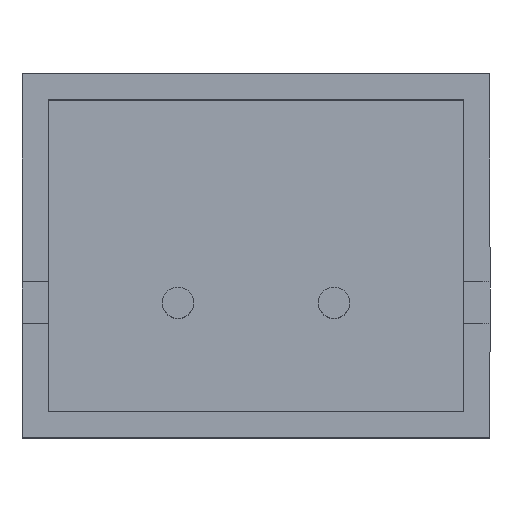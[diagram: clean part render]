
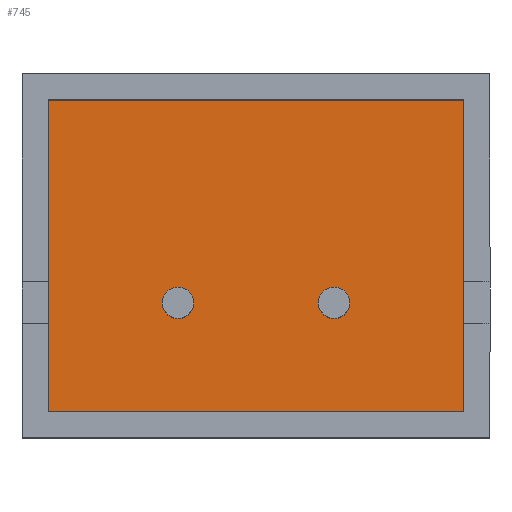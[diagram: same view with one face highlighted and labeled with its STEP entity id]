
A CAD part, top view. The second image highlights one B-rep face of the part: STEP entity #745.
In plain terms, the highlighted planar face has unit normal (0, 0, 1).
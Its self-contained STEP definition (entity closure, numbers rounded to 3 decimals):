
#6 = LINE ( 'NONE', #291, #192 ) ;
#28 = VERTEX_POINT ( 'NONE', #50 ) ;
#50 = CARTESIAN_POINT ( 'NONE',  ( 2., -1.5, 0.25 ) ) ;
#67 = DIRECTION ( 'NONE',  ( 1., 0., 0. ) ) ;
#68 = DIRECTION ( 'NONE',  ( 1., 0., 0. ) ) ;
#73 = EDGE_LOOP ( 'NONE', ( #273, #109 ) ) ;
#76 = EDGE_CURVE ( 'NONE', #404, #560, #764, .T. ) ;
#78 = EDGE_LOOP ( 'NONE', ( #425, #819, #340, #699 ) ) ;
#108 = CARTESIAN_POINT ( 'NONE',  ( 0.9, -0.45, 0.25 ) ) ;
#109 = ORIENTED_EDGE ( 'NONE', *, *, #474, .F. ) ;
#117 = DIRECTION ( 'NONE',  ( 1., 0., 0. ) ) ;
#157 = DIRECTION ( 'NONE',  ( 0., 1., 0. ) ) ;
#161 = DIRECTION ( 'NONE',  ( 1., 0., 0. ) ) ;
#168 = AXIS2_PLACEMENT_3D ( 'NONE', #885, #517, #161 ) ;
#171 = DIRECTION ( 'NONE',  ( -1., 0., 0. ) ) ;
#192 = VECTOR ( 'NONE', #157, 1000. ) ;
#197 = AXIS2_PLACEMENT_3D ( 'NONE', #472, #765, #117 ) ;
#199 = EDGE_CURVE ( 'NONE', #28, #611, #6, .T. ) ;
#201 = VECTOR ( 'NONE', #171, 1000. ) ;
#207 = CIRCLE ( 'NONE', #732, 0.15 ) ;
#221 = AXIS2_PLACEMENT_3D ( 'NONE', #781, #713, #68 ) ;
#223 = CARTESIAN_POINT ( 'NONE',  ( -2., 1.5, 0.25 ) ) ;
#248 = CIRCLE ( 'NONE', #197, 0.15 ) ;
#273 = ORIENTED_EDGE ( 'NONE', *, *, #367, .F. ) ;
#274 = DIRECTION ( 'NONE',  ( 1., 0., 0. ) ) ;
#290 = CARTESIAN_POINT ( 'NONE',  ( -2., -1.5, 0.25 ) ) ;
#291 = CARTESIAN_POINT ( 'NONE',  ( 2., 1.5, 0.25 ) ) ;
#299 = LINE ( 'NONE', #290, #651 ) ;
#305 = AXIS2_PLACEMENT_3D ( 'NONE', #551, #618, #274 ) ;
#307 = VECTOR ( 'NONE', #700, 1000. ) ;
#319 = FACE_BOUND ( 'NONE', #73, .T. ) ;
#323 = ORIENTED_EDGE ( 'NONE', *, *, #420, .F. ) ;
#332 = VERTEX_POINT ( 'NONE', #108 ) ;
#333 = LINE ( 'NONE', #535, #307 ) ;
#340 = ORIENTED_EDGE ( 'NONE', *, *, #787, .T. ) ;
#353 = CARTESIAN_POINT ( 'NONE',  ( -0.6, -0.45, 0.25 ) ) ;
#359 = CARTESIAN_POINT ( 'NONE',  ( -2., -1.5, 0.25 ) ) ;
#367 = EDGE_CURVE ( 'NONE', #576, #332, #207, .T. ) ;
#371 = ORIENTED_EDGE ( 'NONE', *, *, #76, .F. ) ;
#379 = CARTESIAN_POINT ( 'NONE',  ( 0.75, -0.45, 0.25 ) ) ;
#404 = VERTEX_POINT ( 'NONE', #412 ) ;
#412 = CARTESIAN_POINT ( 'NONE',  ( -0.9, -0.45, 0.25 ) ) ;
#420 = EDGE_CURVE ( 'NONE', #560, #404, #709, .T. ) ;
#425 = ORIENTED_EDGE ( 'NONE', *, *, #199, .T. ) ;
#472 = CARTESIAN_POINT ( 'NONE',  ( 0.75, -0.45, 0.25 ) ) ;
#474 = EDGE_CURVE ( 'NONE', #332, #576, #248, .T. ) ;
#517 = DIRECTION ( 'NONE',  ( 0., 0., 1. ) ) ;
#521 = PLANE ( 'NONE',  #168 ) ;
#523 = VERTEX_POINT ( 'NONE', #359 ) ;
#526 = LINE ( 'NONE', #817, #201 ) ;
#535 = CARTESIAN_POINT ( 'NONE',  ( -2., 1.5, 0.25 ) ) ;
#543 = EDGE_CURVE ( 'NONE', #523, #28, #299, .T. ) ;
#551 = CARTESIAN_POINT ( 'NONE',  ( -0.75, -0.45, 0.25 ) ) ;
#554 = EDGE_LOOP ( 'NONE', ( #371, #323 ) ) ;
#560 = VERTEX_POINT ( 'NONE', #353 ) ;
#576 = VERTEX_POINT ( 'NONE', #660 ) ;
#583 = CARTESIAN_POINT ( 'NONE',  ( 2., 1.5, 0.25 ) ) ;
#607 = FACE_BOUND ( 'NONE', #554, .T. ) ;
#611 = VERTEX_POINT ( 'NONE', #583 ) ;
#618 = DIRECTION ( 'NONE',  ( 0., 0., 1. ) ) ;
#627 = VERTEX_POINT ( 'NONE', #223 ) ;
#628 = DIRECTION ( 'NONE',  ( 0., 0., 1. ) ) ;
#651 = VECTOR ( 'NONE', #67, 1000. ) ;
#660 = CARTESIAN_POINT ( 'NONE',  ( 0.6, -0.45, 0.25 ) ) ;
#699 = ORIENTED_EDGE ( 'NONE', *, *, #543, .T. ) ;
#700 = DIRECTION ( 'NONE',  ( 0., -1., 0. ) ) ;
#709 = CIRCLE ( 'NONE', #305, 0.15 ) ;
#713 = DIRECTION ( 'NONE',  ( 0., 0., 1. ) ) ;
#732 = AXIS2_PLACEMENT_3D ( 'NONE', #379, #628, #850 ) ;
#745 = ADVANCED_FACE ( 'NONE', ( #607, #319, #755 ), #521, .T. ) ;
#755 = FACE_OUTER_BOUND ( 'NONE', #78, .T. ) ;
#764 = CIRCLE ( 'NONE', #221, 0.15 ) ;
#765 = DIRECTION ( 'NONE',  ( 0., 0., 1. ) ) ;
#781 = CARTESIAN_POINT ( 'NONE',  ( -0.75, -0.45, 0.25 ) ) ;
#782 = EDGE_CURVE ( 'NONE', #611, #627, #526, .T. ) ;
#787 = EDGE_CURVE ( 'NONE', #627, #523, #333, .T. ) ;
#817 = CARTESIAN_POINT ( 'NONE',  ( -2., 1.5, 0.25 ) ) ;
#819 = ORIENTED_EDGE ( 'NONE', *, *, #782, .T. ) ;
#850 = DIRECTION ( 'NONE',  ( 1., 0., 0. ) ) ;
#885 = CARTESIAN_POINT ( 'NONE',  ( 0., 0., 0.25 ) ) ;
